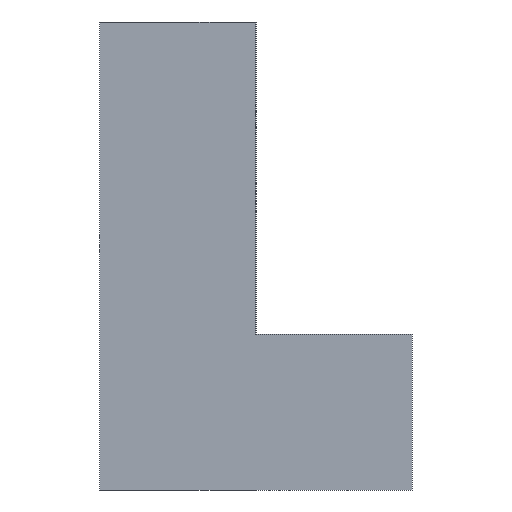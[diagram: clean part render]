
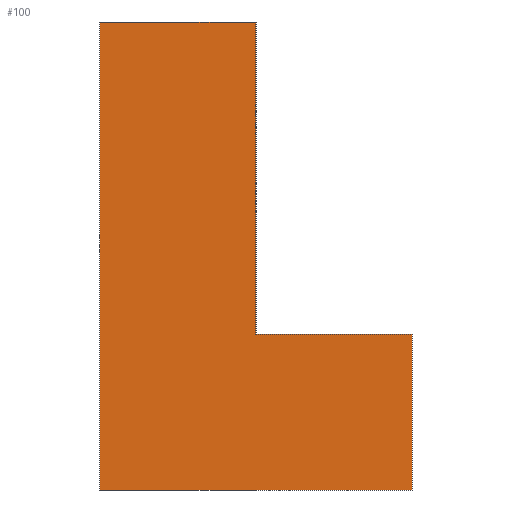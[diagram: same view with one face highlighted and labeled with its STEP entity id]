
A CAD part, left-side view. The second image highlights one B-rep face of the part: STEP entity #100.
In plain terms, the highlighted planar face has unit normal (-1, 0, 0).
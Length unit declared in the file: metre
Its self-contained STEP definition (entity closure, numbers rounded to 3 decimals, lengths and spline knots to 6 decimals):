
#100=ADVANCED_FACE('0:38',(#113),#114,.F.);
#113=FACE_OUTER_BOUND('',#133,.T.);
#114=PLANE('',#134);
#133=EDGE_LOOP('',(#157,#158,#159,#160,#161,#162));
#134=AXIS2_PLACEMENT_3D('',#163,#164,#165);
#157=ORIENTED_EDGE('',*,*,#224,.T.);
#158=ORIENTED_EDGE('',*,*,#225,.T.);
#159=ORIENTED_EDGE('',*,*,#226,.F.);
#160=ORIENTED_EDGE('',*,*,#227,.F.);
#161=ORIENTED_EDGE('',*,*,#223,.F.);
#162=ORIENTED_EDGE('',*,*,#228,.T.);
#163=CARTESIAN_POINT('',(0.0,0.0,0.0));
#164=DIRECTION('',(1.0,-0.0,0.0));
#165=DIRECTION('',(0.0,1.0,-0.0));
#223=EDGE_CURVE('0:71',#247,#242,#249,.T.);
#224=EDGE_CURVE('0:74',#250,#251,#252,.T.);
#225=EDGE_CURVE('0:77',#251,#253,#254,.T.);
#226=EDGE_CURVE('0:80',#255,#253,#256,.T.);
#227=EDGE_CURVE('0:83',#242,#255,#257,.T.);
#228=EDGE_CURVE('0:86',#247,#250,#258,.T.);
#242=VERTEX_POINT('',#277);
#247=VERTEX_POINT('',#284);
#249=LINE('',#287,#288);
#250=VERTEX_POINT('',#289);
#251=VERTEX_POINT('',#290);
#252=LINE('',#291,#292);
#253=VERTEX_POINT('',#293);
#254=LINE('',#294,#295);
#255=VERTEX_POINT('',#296);
#256=LINE('',#297,#298);
#257=LINE('',#299,#300);
#258=LINE('',#301,#302);
#277=CARTESIAN_POINT('',(0.0,200.0,0.0));
#284=CARTESIAN_POINT('',(0.0,200.0,100.0));
#287=CARTESIAN_POINT('',(0.0,200.0,0.0));
#288=VECTOR('',#336,0.001);
#289=CARTESIAN_POINT('',(0.0,300.0,100.0));
#290=CARTESIAN_POINT('',(0.0,300.0,300.0));
#291=CARTESIAN_POINT('',(0.0,300.0,0.0));
#292=VECTOR('',#337,0.001);
#293=CARTESIAN_POINT('',(0.0,400.0,300.0));
#294=CARTESIAN_POINT('',(0.0,300.0,300.0));
#295=VECTOR('',#338,0.001);
#296=CARTESIAN_POINT('',(0.0,400.0,0.0));
#297=CARTESIAN_POINT('',(0.0,400.0,0.0));
#298=VECTOR('',#339,0.001);
#299=CARTESIAN_POINT('',(0.0,0.0,0.0));
#300=VECTOR('',#340,0.001);
#301=CARTESIAN_POINT('',(0.0,0.0,100.0));
#302=VECTOR('',#341,0.001);
#336=DIRECTION('',(-0.0,0.0,-1.0));
#337=DIRECTION('',(0.0,0.0,1.0));
#338=DIRECTION('',(-0.0,1.0,0.0));
#339=DIRECTION('',(0.0,0.0,1.0));
#340=DIRECTION('',(0.0,1.0,0.0));
#341=DIRECTION('',(-0.0,1.0,0.0));
